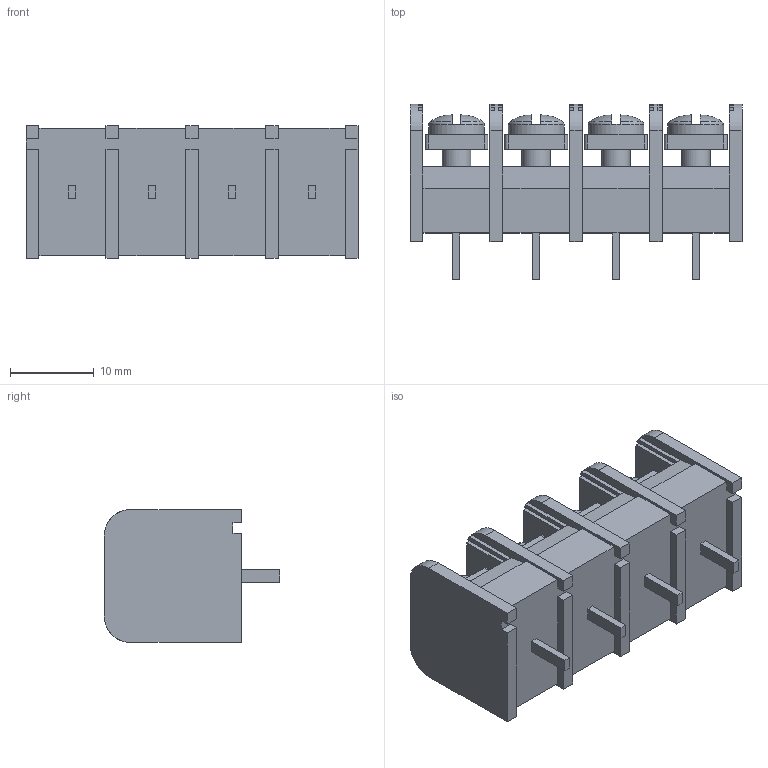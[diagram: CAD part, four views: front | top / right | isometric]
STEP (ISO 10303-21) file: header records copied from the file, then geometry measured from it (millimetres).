
FILE_DESCRIPTION (( 'STEP AP214' ), '1' );
FILE_NAME ('TE NC6-P108-04.STEP', '2017-01-08T07:21:16', ( '' ), ( '' ), 'SwSTEP 2.0', 'SolidWorks 2016', '' );
FILE_SCHEMA (( 'AUTOMOTIVE_DESIGN' ));
Length unit declared in the file: millimetre
Products named in the file (2): c-3-1437664-3-m-3d; TE NC6-P108-04
Assembly tree (1 placements, depth 2):
  TE NC6-P108-04
    c-3-1437664-3-m-3d
Bounding box: 39.65 x 20.95 x 15.88 mm (x, y, z)
Volume: 6365.2 mm3; surface area: 4963.8 mm2
Topology: 1 solids, 1 shells, 424 faces, 1182 edges, 780 vertices
Faces by surface type: plane 350, cylinder 50, torus 16, bspline 8
Entity records: 15531 total; most frequent: CARTESIAN_POINT 2718, ORIENTED_EDGE 2364, DIRECTION 2194, EDGE_CURVE 1182, VECTOR 914, LINE 914, VERTEX_POINT 780, AXIS2_PLACEMENT_3D 640
